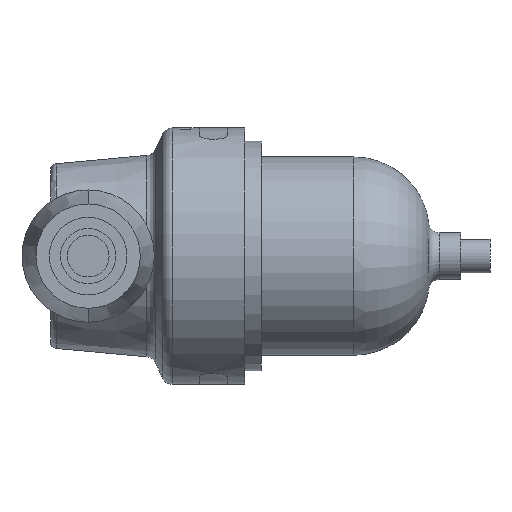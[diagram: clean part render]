
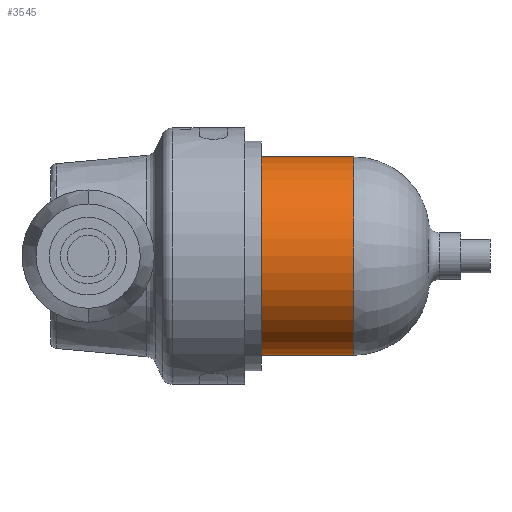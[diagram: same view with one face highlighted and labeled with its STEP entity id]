
A CAD part, left-side view. The second image highlights one B-rep face of the part: STEP entity #3545.
In plain terms, the highlighted cylindrical face has radius 47.5 mm (diameter 95 mm), a partial arc.
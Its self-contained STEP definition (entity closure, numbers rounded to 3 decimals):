
#226 = DIRECTION ( 'NONE',  ( 0., 0., -1. ) ) ;
#309 = CARTESIAN_POINT ( 'NONE',  ( 0., -127.25, 0. ) ) ;
#416 = VECTOR ( 'NONE', #1345, 1000. ) ;
#564 = ORIENTED_EDGE ( 'NONE', *, *, #5559, .F. ) ;
#662 = AXIS2_PLACEMENT_3D ( 'NONE', #5000, #4536, #3953 ) ;
#748 = ORIENTED_EDGE ( 'NONE', *, *, #4175, .T. ) ;
#889 = CARTESIAN_POINT ( 'NONE',  ( 0., -127.25, -47.5 ) ) ;
#936 = ORIENTED_EDGE ( 'NONE', *, *, #5613, .T. ) ;
#1048 = VERTEX_POINT ( 'NONE', #5908 ) ;
#1105 = AXIS2_PLACEMENT_3D ( 'NONE', #6782, #6762, #6731 ) ;
#1143 = ORIENTED_EDGE ( 'NONE', *, *, #4045, .F. ) ;
#1210 = VERTEX_POINT ( 'NONE', #4762 ) ;
#1345 = DIRECTION ( 'NONE',  ( 0., -1., 0. ) ) ;
#1655 = AXIS2_PLACEMENT_3D ( 'NONE', #309, #7304, #226 ) ;
#2010 = CARTESIAN_POINT ( 'NONE',  ( 0., 0., -47.5 ) ) ;
#2533 = CIRCLE ( 'NONE', #1105, 47.5 ) ;
#2975 = FACE_OUTER_BOUND ( 'NONE', #7025, .T. ) ;
#3366 = CYLINDRICAL_SURFACE ( 'NONE', #662, 47.5 ) ;
#3545 = ADVANCED_FACE ( 'NONE', ( #2975 ), #3366, .T. ) ;
#3574 = DIRECTION ( 'NONE',  ( 0., -1., 0. ) ) ;
#3653 = CARTESIAN_POINT ( 'NONE',  ( 0., 0., 47.5 ) ) ;
#3953 = DIRECTION ( 'NONE',  ( 0., 0., -1. ) ) ;
#4045 = EDGE_CURVE ( 'NONE', #4858, #1210, #5639, .T. ) ;
#4175 = EDGE_CURVE ( 'NONE', #1048, #7509, #5194, .T. ) ;
#4536 = DIRECTION ( 'NONE',  ( 0., -1., 0. ) ) ;
#4609 = VECTOR ( 'NONE', #3574, 1000. ) ;
#4762 = CARTESIAN_POINT ( 'NONE',  ( 0., -127.25, 47.5 ) ) ;
#4858 = VERTEX_POINT ( 'NONE', #7436 ) ;
#5000 = CARTESIAN_POINT ( 'NONE',  ( 0., 0., 0. ) ) ;
#5194 = LINE ( 'NONE', #2010, #416 ) ;
#5559 = EDGE_CURVE ( 'NONE', #1210, #7509, #7107, .T. ) ;
#5613 = EDGE_CURVE ( 'NONE', #4858, #1048, #2533, .T. ) ;
#5639 = LINE ( 'NONE', #3653, #4609 ) ;
#5908 = CARTESIAN_POINT ( 'NONE',  ( 0., -83., -47.5 ) ) ;
#6731 = DIRECTION ( 'NONE',  ( 0., 0., -1. ) ) ;
#6762 = DIRECTION ( 'NONE',  ( 0., -1., 0. ) ) ;
#6782 = CARTESIAN_POINT ( 'NONE',  ( 0., -83., 0. ) ) ;
#7025 = EDGE_LOOP ( 'NONE', ( #1143, #936, #748, #564 ) ) ;
#7107 = CIRCLE ( 'NONE', #1655, 47.5 ) ;
#7304 = DIRECTION ( 'NONE',  ( 0., -1., 0. ) ) ;
#7436 = CARTESIAN_POINT ( 'NONE',  ( 0., -83., 47.5 ) ) ;
#7509 = VERTEX_POINT ( 'NONE', #889 ) ;
